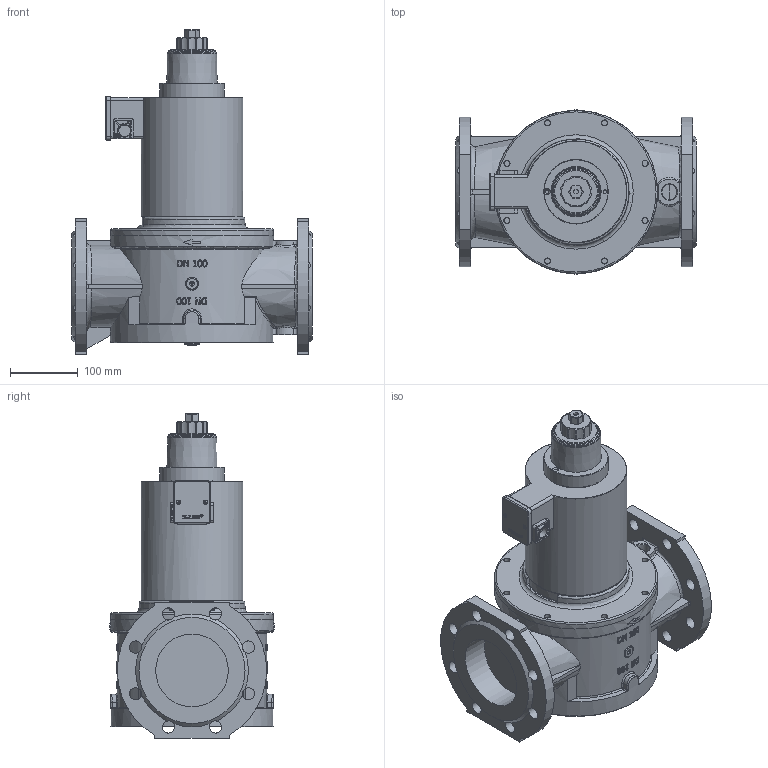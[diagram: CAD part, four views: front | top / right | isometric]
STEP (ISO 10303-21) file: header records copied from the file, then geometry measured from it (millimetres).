
FILE_DESCRIPTION(/* description */ (''),/* implementation_level */ '2;1');
FILE_NAME(/* name */ '170950.ipt.step',/* time_stamp */ '2015-12-15T08:41:19+01:00',/* author */ ('cad-gast'),/* organization */ (''),/* preprocessor_version */ 'ST-DEVELOPER v15.2',/* originating_system */ 'Autodesk Inventor 2014',/* authorisation */ '');
FILE_SCHEMA (('AUTOMOTIVE_DESIGN { 1 0 10303 214 3 1 1 }'));
Length unit declared in the file: centimetre
Products named in the file (1): 170950
Bounding box: 354 x 241.6 x 478 mm (x, y, z)
Volume: 12776995.6 mm3; surface area: 577536.2 mm2
Topology: 1 solids, 2 shells, 1194 faces, 3196 edges, 2089 vertices
Faces by surface type: plane 475, bspline 305, cylinder 270, cone 69, torus 51, sphere 24
Full cylindrical faces by diameter (mm): 2.5 x4, 3 x1, 3.4 x2, 3.6 x1, 5.3 x1, 6.5 x2, 7 x8, 8 x2, 14 x1, 17.2 x2, 18 x18, 19 x2, 19.5 x1, 22 x2, 92 x1, 95 x1, 107 x2, 150 x1, 240 x2
Entity records: 43716 total; most frequent: CARTESIAN_POINT 16521, ORIENTED_EDGE 6074, DIRECTION 4753, EDGE_CURVE 3036, VERTEX_POINT 2042, AXIS2_PLACEMENT_3D 1691, EDGE_LOOP 1424, LINE 1371
